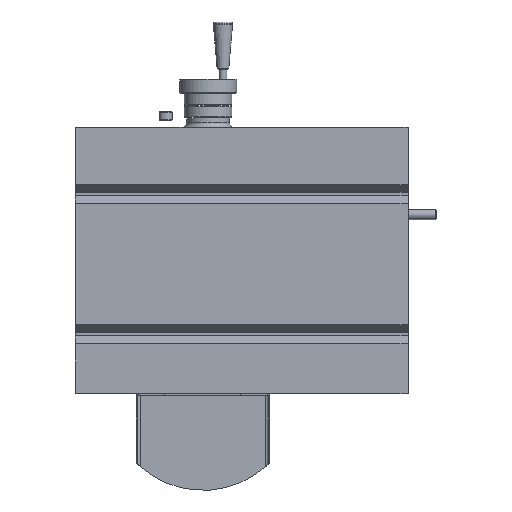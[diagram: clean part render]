
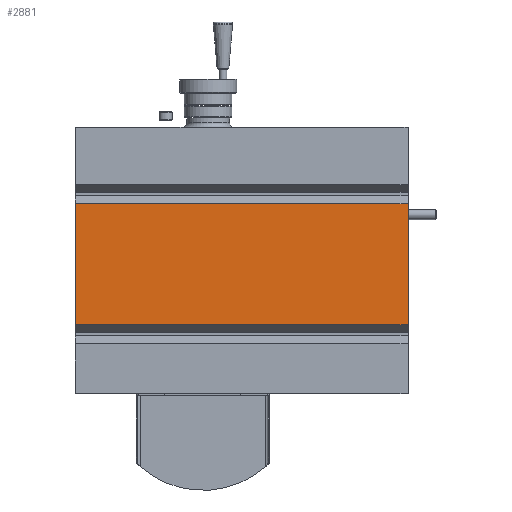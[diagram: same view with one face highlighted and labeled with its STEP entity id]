
A CAD part, front view. The second image highlights one B-rep face of the part: STEP entity #2881.
In plain terms, the highlighted planar face has unit normal (0, -1, 0).
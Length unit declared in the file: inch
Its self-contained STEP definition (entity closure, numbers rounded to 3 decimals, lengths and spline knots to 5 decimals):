
#153=PLANE('',#3182);
#303=FACE_OUTER_BOUND('',#486,.T.);
#486=EDGE_LOOP('',(#2089,#2090,#2091,#2092));
#674=LINE('',#4338,#949);
#690=LINE('',#4381,#965);
#704=LINE('',#4408,#979);
#705=LINE('',#4410,#980);
#949=VECTOR('',#3483,39.37008);
#965=VECTOR('',#3517,39.37008);
#979=VECTOR('',#3541,39.37008);
#980=VECTOR('',#3544,39.37008);
#1331=VERTEX_POINT('',#4335);
#1332=VERTEX_POINT('',#4337);
#1349=VERTEX_POINT('',#4378);
#1350=VERTEX_POINT('',#4380);
#1604=EDGE_CURVE('',#1332,#1331,#674,.T.);
#1626=EDGE_CURVE('',#1349,#1350,#690,.T.);
#1640=EDGE_CURVE('',#1331,#1350,#704,.T.);
#1641=EDGE_CURVE('',#1332,#1349,#705,.T.);
#2089=ORIENTED_EDGE('',*,*,#1641,.F.);
#2090=ORIENTED_EDGE('',*,*,#1604,.T.);
#2091=ORIENTED_EDGE('',*,*,#1640,.T.);
#2092=ORIENTED_EDGE('',*,*,#1626,.F.);
#2881=ADVANCED_FACE('',(#303),#153,.F.);
#3182=AXIS2_PLACEMENT_3D('',#4409,#3542,#3543);
#3483=DIRECTION('',(0.,0.,1.));
#3517=DIRECTION('',(0.,0.,1.));
#3541=DIRECTION('',(-1.,0.,0.));
#3542=DIRECTION('center_axis',(0.,1.,0.));
#3543=DIRECTION('ref_axis',(0.,0.,1.));
#3544=DIRECTION('',(-1.,0.,0.));
#4335=CARTESIAN_POINT('',(38.97638,0.,2.78543));
#4337=CARTESIAN_POINT('',(38.97638,0.,-2.23425));
#4338=CARTESIAN_POINT('',(38.97638,0.,0.));
#4378=CARTESIAN_POINT('',(25.19685,0.,-2.23425));
#4380=CARTESIAN_POINT('',(25.19685,0.,2.78543));
#4381=CARTESIAN_POINT('',(25.19685,0.,0.));
#4408=CARTESIAN_POINT('',(38.97638,0.,2.78543));
#4409=CARTESIAN_POINT('Origin',(38.97638,0.,
-2.23425));
#4410=CARTESIAN_POINT('',(38.97638,0.,-2.23425));
